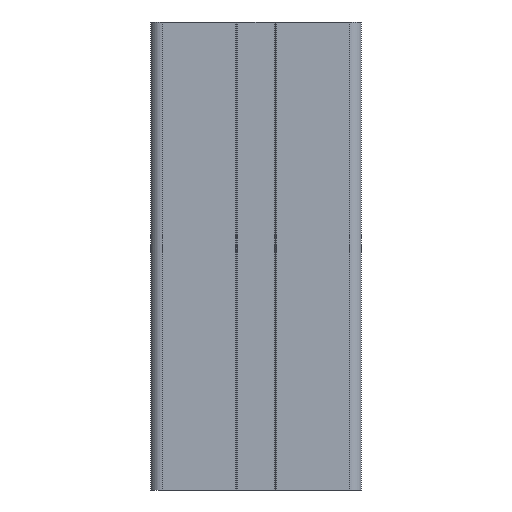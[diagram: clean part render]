
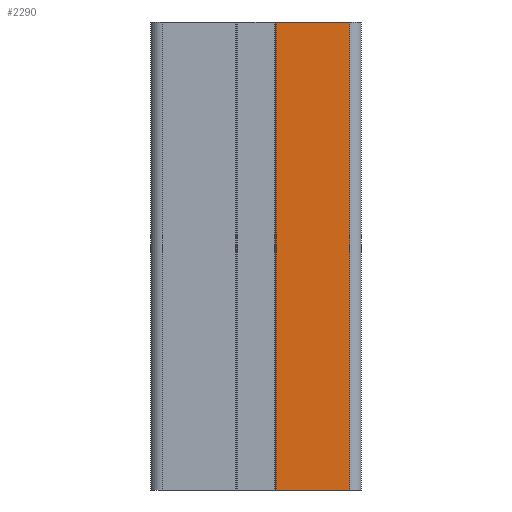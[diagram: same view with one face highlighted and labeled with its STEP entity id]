
A CAD part, left-side view. The second image highlights one B-rep face of the part: STEP entity #2290.
In plain terms, the highlighted planar face has unit normal (-1, 0, 0).
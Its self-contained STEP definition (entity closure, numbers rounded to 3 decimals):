
#285=FACE_OUTER_BOUND('',#401,.T.);
#401=EDGE_LOOP('',(#1856,#1857,#1858,#1859));
#555=LINE('',#3583,#787);
#632=LINE('',#3825,#864);
#633=LINE('',#3827,#865);
#634=LINE('',#3828,#866);
#787=VECTOR('',#2899,100.);
#864=VECTOR('',#3140,15.65);
#865=VECTOR('',#3141,100.);
#866=VECTOR('',#3142,15.65);
#1012=VERTEX_POINT('',#3579);
#1013=VERTEX_POINT('',#3581);
#1096=VERTEX_POINT('',#3824);
#1097=VERTEX_POINT('',#3826);
#1301=EDGE_CURVE('',#1012,#1013,#555,.T.);
#1420=EDGE_CURVE('',#1096,#1013,#632,.T.);
#1421=EDGE_CURVE('',#1096,#1097,#633,.T.);
#1422=EDGE_CURVE('',#1097,#1012,#634,.T.);
#1856=ORIENTED_EDGE('',*,*,#1301,.T.);
#1857=ORIENTED_EDGE('',*,*,#1420,.F.);
#1858=ORIENTED_EDGE('',*,*,#1421,.T.);
#1859=ORIENTED_EDGE('',*,*,#1422,.T.);
#2179=PLANE('',#2505);
#2290=ADVANCED_FACE('',(#285),#2179,.T.);
#2505=AXIS2_PLACEMENT_3D('',#3823,#3138,#3139);
#2899=DIRECTION('',(0.,0.,-1.));
#3138=DIRECTION('center_axis',(-1.,0.,0.));
#3139=DIRECTION('ref_axis',(0.,-1.,0.));
#3140=DIRECTION('',(0.,1.,0.));
#3141=DIRECTION('',(0.,0.,1.));
#3142=DIRECTION('',(0.,1.,0.));
#3579=CARTESIAN_POINT('',(-22.5,-4.35,100.));
#3581=CARTESIAN_POINT('',(-22.5,-4.35,0.));
#3583=CARTESIAN_POINT('',(-22.5,-4.35,0.));
#3823=CARTESIAN_POINT('Origin',(-22.5,20.,0.));
#3824=CARTESIAN_POINT('',(-22.5,-20.,0.));
#3825=CARTESIAN_POINT('',(-22.5,10.,0.));
#3826=CARTESIAN_POINT('',(-22.5,-20.,100.));
#3827=CARTESIAN_POINT('',(-22.5,-20.,0.));
#3828=CARTESIAN_POINT('',(-22.5,10.,100.));
